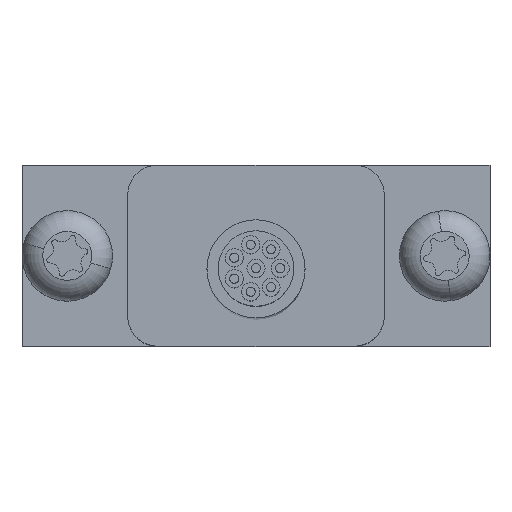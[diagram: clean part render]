
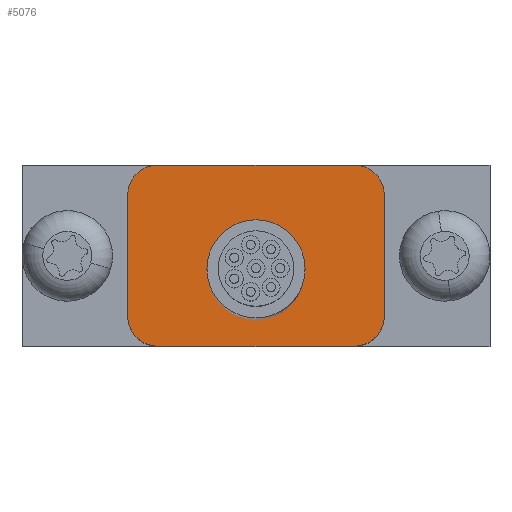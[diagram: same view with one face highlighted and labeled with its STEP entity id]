
A CAD part, top view. The second image highlights one B-rep face of the part: STEP entity #5076.
In plain terms, the highlighted planar face has unit normal (0, 0, 1).
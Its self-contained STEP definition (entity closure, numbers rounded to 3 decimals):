
#27 = DIRECTION ( 'NONE',  ( 1., 0., 0. ) ) ;
#78 = CARTESIAN_POINT ( 'NONE',  ( -8.5, -6., 29.75 ) ) ;
#85 = VERTEX_POINT ( 'NONE', #9844 ) ;
#378 = VERTEX_POINT ( 'NONE', #6127 ) ;
#384 = EDGE_CURVE ( 'NONE', #12762, #998, #18084, .T. ) ;
#512 = DIRECTION ( 'NONE',  ( 0., 0., 1. ) ) ;
#570 = DIRECTION ( 'NONE',  ( 1., 0., 0. ) ) ;
#982 = LINE ( 'NONE', #19768, #10085 ) ;
#998 = VERTEX_POINT ( 'NONE', #14099 ) ;
#1086 = CARTESIAN_POINT ( 'NONE',  ( -8.5, 4., 29.75 ) ) ;
#1220 = CARTESIAN_POINT ( 'NONE',  ( -6.5, 4., 29.75 ) ) ;
#1231 = CARTESIAN_POINT ( 'NONE',  ( 6.5, 4., 29.75 ) ) ;
#1457 = VERTEX_POINT ( 'NONE', #2212 ) ;
#1753 = VERTEX_POINT ( 'NONE', #1823 ) ;
#1823 = CARTESIAN_POINT ( 'NONE',  ( 6.5, -6., 29.75 ) ) ;
#2212 = CARTESIAN_POINT ( 'NONE',  ( 8.5, -4., 29.75 ) ) ;
#2241 = AXIS2_PLACEMENT_3D ( 'NONE', #1220, #7691, #8998 ) ;
#2498 = LINE ( 'NONE', #7301, #10533 ) ;
#2595 = ORIENTED_EDGE ( 'NONE', *, *, #6140, .T. ) ;
#2677 = CARTESIAN_POINT ( 'NONE',  ( 0., -1., 29.75 ) ) ;
#2866 = AXIS2_PLACEMENT_3D ( 'NONE', #2677, #12196, #15447 ) ;
#2892 = CIRCLE ( 'NONE', #8748, 2. ) ;
#3514 = ORIENTED_EDGE ( 'NONE', *, *, #19505, .T. ) ;
#3673 = AXIS2_PLACEMENT_3D ( 'NONE', #78, #6324, #18771 ) ;
#4365 = FACE_OUTER_BOUND ( 'NONE', #16256, .T. ) ;
#4474 = ORIENTED_EDGE ( 'NONE', *, *, #19642, .T. ) ;
#5076 = ADVANCED_FACE ( 'NONE', ( #5909, #4365 ), #10580, .T. ) ;
#5147 = VERTEX_POINT ( 'NONE', #19428 ) ;
#5835 = CIRCLE ( 'NONE', #2241, 2. ) ;
#5909 = FACE_BOUND ( 'NONE', #14427, .T. ) ;
#6127 = CARTESIAN_POINT ( 'NONE',  ( -6.5, 6., 29.75 ) ) ;
#6140 = EDGE_CURVE ( 'NONE', #1457, #85, #2498, .T. ) ;
#6324 = DIRECTION ( 'NONE',  ( 0., 0., 1. ) ) ;
#6394 = ORIENTED_EDGE ( 'NONE', *, *, #14775, .T. ) ;
#6842 = VERTEX_POINT ( 'NONE', #7362 ) ;
#7087 = CARTESIAN_POINT ( 'NONE',  ( -3.15, -1., 29.75 ) ) ;
#7301 = CARTESIAN_POINT ( 'NONE',  ( 8.5, -6., 29.75 ) ) ;
#7340 = EDGE_CURVE ( 'NONE', #378, #12254, #5835, .T. ) ;
#7362 = CARTESIAN_POINT ( 'NONE',  ( 6.5, 6., 29.75 ) ) ;
#7395 = DIRECTION ( 'NONE',  ( 1., 0., 0. ) ) ;
#7691 = DIRECTION ( 'NONE',  ( 0., 0., 1. ) ) ;
#7753 = CARTESIAN_POINT ( 'NONE',  ( -6.5, -6., 29.75 ) ) ;
#8007 = AXIS2_PLACEMENT_3D ( 'NONE', #11211, #8061, #570 ) ;
#8061 = DIRECTION ( 'NONE',  ( 0., 0., 1. ) ) ;
#8132 = AXIS2_PLACEMENT_3D ( 'NONE', #18813, #512, #19190 ) ;
#8189 = VECTOR ( 'NONE', #7395, 1000. ) ;
#8469 = EDGE_CURVE ( 'NONE', #378, #6842, #982, .T. ) ;
#8501 = ORIENTED_EDGE ( 'NONE', *, *, #10029, .F. ) ;
#8748 = AXIS2_PLACEMENT_3D ( 'NONE', #14104, #16051, #18711 ) ;
#8998 = DIRECTION ( 'NONE',  ( 1., 0., 0. ) ) ;
#9844 = CARTESIAN_POINT ( 'NONE',  ( 8.5, 4., 29.75 ) ) ;
#10029 = EDGE_CURVE ( 'NONE', #998, #12762, #18190, .T. ) ;
#10085 = VECTOR ( 'NONE', #10277, 1000. ) ;
#10277 = DIRECTION ( 'NONE',  ( 1., 0., 0. ) ) ;
#10533 = VECTOR ( 'NONE', #13339, 1000. ) ;
#10580 = PLANE ( 'NONE',  #3673 ) ;
#10598 = LINE ( 'NONE', #14910, #14353 ) ;
#10685 = ORIENTED_EDGE ( 'NONE', *, *, #7340, .T. ) ;
#11211 = CARTESIAN_POINT ( 'NONE',  ( 0., -1., 29.75 ) ) ;
#11745 = CIRCLE ( 'NONE', #13081, 2. ) ;
#11854 = DIRECTION ( 'NONE',  ( 0., 1., 0. ) ) ;
#11962 = ORIENTED_EDGE ( 'NONE', *, *, #384, .F. ) ;
#12196 = DIRECTION ( 'NONE',  ( 0., 0., 1. ) ) ;
#12254 = VERTEX_POINT ( 'NONE', #1086 ) ;
#12301 = LINE ( 'NONE', #18509, #8189 ) ;
#12762 = VERTEX_POINT ( 'NONE', #7087 ) ;
#13081 = AXIS2_PLACEMENT_3D ( 'NONE', #1231, #18309, #27 ) ;
#13339 = DIRECTION ( 'NONE',  ( 0., 1., 0. ) ) ;
#13357 = ORIENTED_EDGE ( 'NONE', *, *, #17789, .T. ) ;
#13839 = ORIENTED_EDGE ( 'NONE', *, *, #18502, .F. ) ;
#14099 = CARTESIAN_POINT ( 'NONE',  ( 3.15, -1., 29.75 ) ) ;
#14104 = CARTESIAN_POINT ( 'NONE',  ( 6.5, -4., 29.75 ) ) ;
#14353 = VECTOR ( 'NONE', #11854, 1000. ) ;
#14427 = EDGE_LOOP ( 'NONE', ( #8501, #11962 ) ) ;
#14775 = EDGE_CURVE ( 'NONE', #5147, #16216, #16590, .T. ) ;
#14910 = CARTESIAN_POINT ( 'NONE',  ( -8.5, -6., 29.75 ) ) ;
#15447 = DIRECTION ( 'NONE',  ( 1., 0., 0. ) ) ;
#16051 = DIRECTION ( 'NONE',  ( 0., 0., 1. ) ) ;
#16216 = VERTEX_POINT ( 'NONE', #7753 ) ;
#16256 = EDGE_LOOP ( 'NONE', ( #17879, #10685, #13839, #6394, #4474, #13357, #2595, #3514 ) ) ;
#16590 = CIRCLE ( 'NONE', #8132, 2. ) ;
#17789 = EDGE_CURVE ( 'NONE', #1753, #1457, #2892, .T. ) ;
#17879 = ORIENTED_EDGE ( 'NONE', *, *, #8469, .F. ) ;
#18084 = CIRCLE ( 'NONE', #8007, 3.15 ) ;
#18190 = CIRCLE ( 'NONE', #2866, 3.15 ) ;
#18309 = DIRECTION ( 'NONE',  ( 0., 0., 1. ) ) ;
#18502 = EDGE_CURVE ( 'NONE', #5147, #12254, #10598, .T. ) ;
#18509 = CARTESIAN_POINT ( 'NONE',  ( -8.5, -6., 29.75 ) ) ;
#18711 = DIRECTION ( 'NONE',  ( 1., 0., 0. ) ) ;
#18771 = DIRECTION ( 'NONE',  ( 1., 0., 0. ) ) ;
#18813 = CARTESIAN_POINT ( 'NONE',  ( -6.5, -4., 29.75 ) ) ;
#19190 = DIRECTION ( 'NONE',  ( 1., 0., 0. ) ) ;
#19428 = CARTESIAN_POINT ( 'NONE',  ( -8.5, -4., 29.75 ) ) ;
#19505 = EDGE_CURVE ( 'NONE', #85, #6842, #11745, .T. ) ;
#19642 = EDGE_CURVE ( 'NONE', #16216, #1753, #12301, .T. ) ;
#19768 = CARTESIAN_POINT ( 'NONE',  ( -8.5, 6., 29.75 ) ) ;
